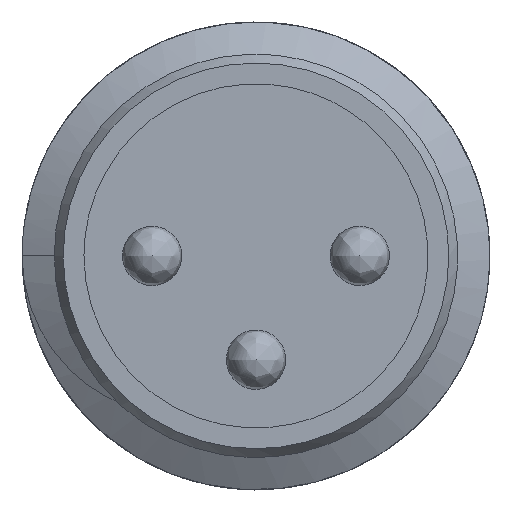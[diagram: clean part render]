
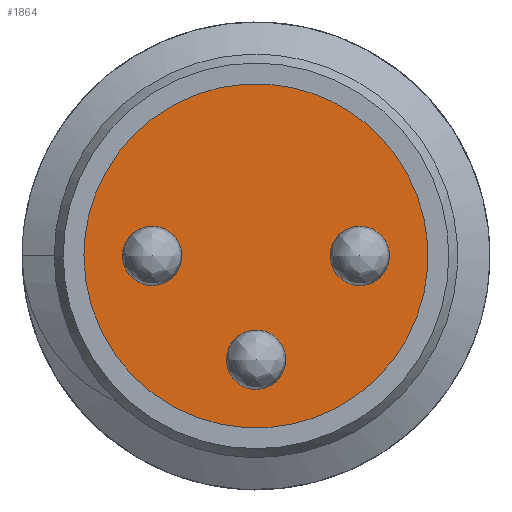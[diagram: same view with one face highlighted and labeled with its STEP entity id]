
A CAD part, left-side view. The second image highlights one B-rep face of the part: STEP entity #1864.
In plain terms, the highlighted free-form (B-spline) face has degree [1, 1] with [2, 2] control points.
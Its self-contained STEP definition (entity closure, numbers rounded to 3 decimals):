
#1793=CARTESIAN_POINT('',(5.,2.9,0.));
#1794=VERTEX_POINT('',#1793);
#1800=CARTESIAN_POINT('',(5.,2.9,0.));
#1801=CARTESIAN_POINT('',(5.,2.9,-5.023));
#1802=CARTESIAN_POINT('',(5.,-1.45,-2.511));
#1803=CARTESIAN_POINT('',(5.,-5.8,0.));
#1804=CARTESIAN_POINT('',(5.,-1.45,2.511));
#1805=CARTESIAN_POINT('',(5.,2.9,5.023));
#1806=CARTESIAN_POINT('',(5.,2.9,0.));
#1807=(BOUNDED_CURVE()B_SPLINE_CURVE(2,(#1800,#1801,#1802,#1803,#1804,#1805,#1806),.CIRCULAR_ARC.,.T.,.U.)B_SPLINE_CURVE_WITH_KNOTS((3,2,2,3),(0.,0.333,0.667,1.),.UNSPECIFIED.)CURVE()GEOMETRIC_REPRESENTATION_ITEM()RATIONAL_B_SPLINE_CURVE((1.,0.5,1.,0.5,1.,0.5,1.))REPRESENTATION_ITEM(''));
#1808=EDGE_CURVE('',#1794,#1794,#1807,.T.);
#1814=CARTESIAN_POINT('',(5.,-6.302,5.525));
#1815=CARTESIAN_POINT('',(5.,-6.302,-5.525));
#1816=CARTESIAN_POINT('',(5.,4.748,5.525));
#1817=CARTESIAN_POINT('',(5.,4.748,-5.525));
#1818=B_SPLINE_SURFACE_WITH_KNOTS('',1,1,((#1814,#1815),(#1816,#1817)),.PLANE_SURF.,.F.,.F.,.U.,(2,2),(2,2),(0.,1.),(0.,1.),.UNSPECIFIED.);
#1819=ORIENTED_EDGE('',*,*,#1808,.T.);
#1820=EDGE_LOOP('',(#1819));
#1821=FACE_OUTER_BOUND('',#1820,.T.);
#1822=CARTESIAN_POINT('',(5.,-1.25,0.));
#1823=VERTEX_POINT('',#1822);
#1824=CARTESIAN_POINT('',(5.,-1.25,0.));
#1825=CARTESIAN_POINT('',(5.,-1.25,-0.866));
#1826=CARTESIAN_POINT('',(5.,-2.,-0.433));
#1827=CARTESIAN_POINT('',(5.,-2.75,0.));
#1828=CARTESIAN_POINT('',(5.,-2.,0.433));
#1829=CARTESIAN_POINT('',(5.,-1.25,0.866));
#1830=CARTESIAN_POINT('',(5.,-1.25,0.));
#1831=(BOUNDED_CURVE()B_SPLINE_CURVE(2,(#1824,#1825,#1826,#1827,#1828,#1829,#1830),.CIRCULAR_ARC.,.T.,.U.)B_SPLINE_CURVE_WITH_KNOTS((3,2,2,3),(0.,0.333,0.667,1.),.UNSPECIFIED.)CURVE()GEOMETRIC_REPRESENTATION_ITEM()RATIONAL_B_SPLINE_CURVE((1.,0.5,1.,0.5,1.,0.5,1.))REPRESENTATION_ITEM(''));
#1832=EDGE_CURVE('',#1823,#1823,#1831,.T.);
#1833=ORIENTED_EDGE('',*,*,#1832,.F.);
#1834=EDGE_LOOP('',(#1833));
#1835=FACE_BOUND('',#1834,.T.);
#1836=CARTESIAN_POINT('',(5.,2.25,0.));
#1837=VERTEX_POINT('',#1836);
#1838=CARTESIAN_POINT('',(5.,2.25,0.));
#1839=CARTESIAN_POINT('',(5.,2.25,-0.866));
#1840=CARTESIAN_POINT('',(5.,1.5,-0.433));
#1841=CARTESIAN_POINT('',(5.,0.75,0.));
#1842=CARTESIAN_POINT('',(5.,1.5,0.433));
#1843=CARTESIAN_POINT('',(5.,2.25,0.866));
#1844=CARTESIAN_POINT('',(5.,2.25,0.));
#1845=(BOUNDED_CURVE()B_SPLINE_CURVE(2,(#1838,#1839,#1840,#1841,#1842,#1843,#1844),.CIRCULAR_ARC.,.T.,.U.)B_SPLINE_CURVE_WITH_KNOTS((3,2,2,3),(0.,0.333,0.667,1.),.UNSPECIFIED.)CURVE()GEOMETRIC_REPRESENTATION_ITEM()RATIONAL_B_SPLINE_CURVE((1.,0.5,1.,0.5,1.,0.5,1.))REPRESENTATION_ITEM(''));
#1846=EDGE_CURVE('',#1837,#1837,#1845,.T.);
#1847=ORIENTED_EDGE('',*,*,#1846,.F.);
#1848=EDGE_LOOP('',(#1847));
#1849=FACE_BOUND('',#1848,.T.);
#1850=CARTESIAN_POINT('',(5.,0.5,-1.75));
#1851=VERTEX_POINT('',#1850);
#1852=CARTESIAN_POINT('',(5.,0.5,-1.75));
#1853=CARTESIAN_POINT('',(5.,0.5,-2.616));
#1854=CARTESIAN_POINT('',(5.,-0.25,-2.183));
#1855=CARTESIAN_POINT('',(5.,-1.,-1.75));
#1856=CARTESIAN_POINT('',(5.,-0.25,-1.317));
#1857=CARTESIAN_POINT('',(5.,0.5,-0.884));
#1858=CARTESIAN_POINT('',(5.,0.5,-1.75));
#1859=(BOUNDED_CURVE()B_SPLINE_CURVE(2,(#1852,#1853,#1854,#1855,#1856,#1857,#1858),.CIRCULAR_ARC.,.T.,.U.)B_SPLINE_CURVE_WITH_KNOTS((3,2,2,3),(0.,0.333,0.667,1.),.UNSPECIFIED.)CURVE()GEOMETRIC_REPRESENTATION_ITEM()RATIONAL_B_SPLINE_CURVE((1.,0.5,1.,0.5,1.,0.5,1.))REPRESENTATION_ITEM(''));
#1860=EDGE_CURVE('',#1851,#1851,#1859,.T.);
#1861=ORIENTED_EDGE('',*,*,#1860,.F.);
#1862=EDGE_LOOP('',(#1861));
#1863=FACE_BOUND('',#1862,.T.);
#1864=ADVANCED_FACE('',(#1821,#1835,#1849,#1863),#1818,.T.);
